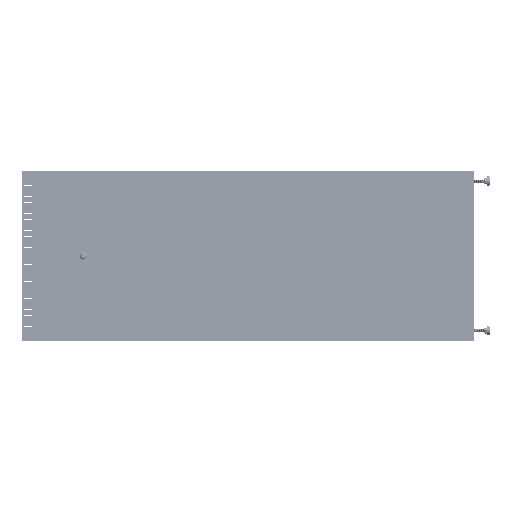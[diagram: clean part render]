
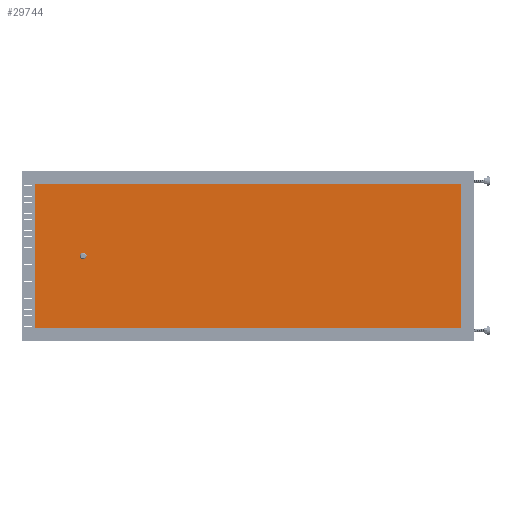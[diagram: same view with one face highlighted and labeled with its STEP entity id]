
A CAD part, left-side view. The second image highlights one B-rep face of the part: STEP entity #29744.
In plain terms, the highlighted face is planar.
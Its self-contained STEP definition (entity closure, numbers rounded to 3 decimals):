
#7068 = VERTEX_POINT ( 'NONE', #101190 ) ;
#9470 = DIRECTION ( 'NONE',  ( 1., 0., 0. ) ) ;
#11926 = LINE ( 'NONE', #82590, #22728 ) ;
#12659 = EDGE_LOOP ( 'NONE', ( #40841, #44060 ) ) ;
#18273 = ORIENTED_EDGE ( 'NONE', *, *, #108502, .T. ) ;
#18664 = CARTESIAN_POINT ( 'NONE',  ( 0., 582.825, 0. ) ) ;
#20352 = LINE ( 'NONE', #43386, #47337 ) ;
#22728 = VECTOR ( 'NONE', #100987, 1000. ) ;
#22881 = DIRECTION ( 'NONE',  ( 1., 0., 0. ) ) ;
#23157 = EDGE_LOOP ( 'NONE', ( #86543, #79932, #18273, #33587 ) ) ;
#29744 = ADVANCED_FACE ( 'NONE', ( #40976, #61134 ), #35457, .T. ) ;
#32865 = LINE ( 'NONE', #100005, #88020 ) ;
#33587 = ORIENTED_EDGE ( 'NONE', *, *, #53413, .T. ) ;
#33975 = AXIS2_PLACEMENT_3D ( 'NONE', #71354, #37084, #70271 ) ;
#35457 = PLANE ( 'NONE',  #96828 ) ;
#37084 = DIRECTION ( 'NONE',  ( 0., 0., 1. ) ) ;
#40841 = ORIENTED_EDGE ( 'NONE', *, *, #62572, .F. ) ;
#40976 = FACE_BOUND ( 'NONE', #12659, .T. ) ;
#42866 = EDGE_CURVE ( 'NONE', #50175, #81879, #103887, .T. ) ;
#43386 = CARTESIAN_POINT ( 'NONE',  ( 255., 752.825, 0. ) ) ;
#44060 = ORIENTED_EDGE ( 'NONE', *, *, #86036, .F. ) ;
#44596 = DIRECTION ( 'NONE',  ( 1., 0., 0. ) ) ;
#47337 = VECTOR ( 'NONE', #88905, 1000. ) ;
#50008 = VECTOR ( 'NONE', #69584, 1000. ) ;
#50175 = VERTEX_POINT ( 'NONE', #88622 ) ;
#51799 = CARTESIAN_POINT ( 'NONE',  ( 255., 752.825, 0. ) ) ;
#53413 = EDGE_CURVE ( 'NONE', #59395, #50175, #20352, .T. ) ;
#56047 = CIRCLE ( 'NONE', #33975, 11.5 ) ;
#59395 = VERTEX_POINT ( 'NONE', #51799 ) ;
#60921 = CIRCLE ( 'NONE', #88545, 11.5 ) ;
#60998 = CARTESIAN_POINT ( 'NONE',  ( 0., 0., 0. ) ) ;
#61134 = FACE_OUTER_BOUND ( 'NONE', #23157, .T. ) ;
#61374 = DIRECTION ( 'NONE',  ( 0., 0., 1. ) ) ;
#62572 = EDGE_CURVE ( 'NONE', #7068, #89645, #60921, .T. ) ;
#65407 = CARTESIAN_POINT ( 'NONE',  ( 255., -752.825, 0. ) ) ;
#68404 = VERTEX_POINT ( 'NONE', #65407 ) ;
#69584 = DIRECTION ( 'NONE',  ( 0., -1., 0. ) ) ;
#70271 = DIRECTION ( 'NONE',  ( 1., 0., 0. ) ) ;
#71354 = CARTESIAN_POINT ( 'NONE',  ( 0., 582.825, 0. ) ) ;
#79932 = ORIENTED_EDGE ( 'NONE', *, *, #111298, .T. ) ;
#81879 = VERTEX_POINT ( 'NONE', #87396 ) ;
#82590 = CARTESIAN_POINT ( 'NONE',  ( 255., -752.825, 0. ) ) ;
#86036 = EDGE_CURVE ( 'NONE', #89645, #7068, #56047, .T. ) ;
#86543 = ORIENTED_EDGE ( 'NONE', *, *, #42866, .T. ) ;
#87396 = CARTESIAN_POINT ( 'NONE',  ( -255., -752.825, 0. ) ) ;
#88020 = VECTOR ( 'NONE', #22881, 1000. ) ;
#88545 = AXIS2_PLACEMENT_3D ( 'NONE', #18664, #96159, #44596 ) ;
#88622 = CARTESIAN_POINT ( 'NONE',  ( -255., 752.825, 0. ) ) ;
#88905 = DIRECTION ( 'NONE',  ( -1., 0., 0. ) ) ;
#89139 = CARTESIAN_POINT ( 'NONE',  ( -11.5, 582.825, 0. ) ) ;
#89645 = VERTEX_POINT ( 'NONE', #89139 ) ;
#96159 = DIRECTION ( 'NONE',  ( 0., 0., 1. ) ) ;
#96828 = AXIS2_PLACEMENT_3D ( 'NONE', #60998, #61374, #9470 ) ;
#100005 = CARTESIAN_POINT ( 'NONE',  ( 255., -752.825, 0. ) ) ;
#100987 = DIRECTION ( 'NONE',  ( 0., 1., 0. ) ) ;
#101190 = CARTESIAN_POINT ( 'NONE',  ( 11.5, 582.825, 0. ) ) ;
#103887 = LINE ( 'NONE', #104156, #50008 ) ;
#104156 = CARTESIAN_POINT ( 'NONE',  ( -255., -752.825, 0. ) ) ;
#108502 = EDGE_CURVE ( 'NONE', #68404, #59395, #11926, .T. ) ;
#111298 = EDGE_CURVE ( 'NONE', #81879, #68404, #32865, .T. ) ;
